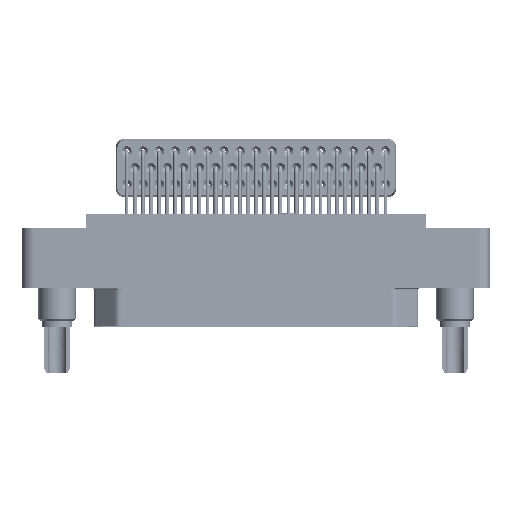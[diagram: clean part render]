
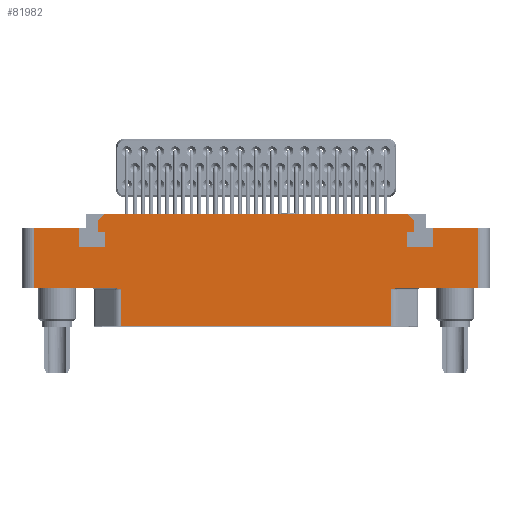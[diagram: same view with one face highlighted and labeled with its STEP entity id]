
A CAD part, top view. The second image highlights one B-rep face of the part: STEP entity #81982.
In plain terms, the highlighted planar face has unit normal (0, 0, 1).
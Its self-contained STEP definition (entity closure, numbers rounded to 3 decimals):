
#22122=DIRECTION('',(-1.,0.,0.));
#22123=VECTOR('',#22122,46.236);
#22124=CARTESIAN_POINT('',(23.118,-6.5,7.));
#22125=LINE('',#22124,#22123);
#22217=DIRECTION('',(1.,0.,0.));
#22218=VECTOR('',#22217,14.082);
#22219=CARTESIAN_POINT('',(-38.,0.,7.));
#22220=LINE('',#22219,#22218);
#22771=DIRECTION('',(0.,-1.,0.));
#22772=VECTOR('',#22771,10.25);
#22773=CARTESIAN_POINT('',(-38.,10.25,7.));
#22774=LINE('',#22773,#22772);
#22789=DIRECTION('',(1.,0.,0.));
#22790=VECTOR('',#22789,7.8);
#22791=CARTESIAN_POINT('',(-38.,10.25,7.));
#22792=LINE('',#22791,#22790);
#22793=DIRECTION('',(0.,-1.,0.));
#22794=VECTOR('',#22793,3.2);
#22795=CARTESIAN_POINT('',(-30.2,10.25,7.));
#22796=LINE('',#22795,#22794);
#22797=DIRECTION('',(1.,0.,0.));
#22798=VECTOR('',#22797,4.4);
#22799=CARTESIAN_POINT('',(-30.2,7.05,7.));
#22800=LINE('',#22799,#22798);
#22801=DIRECTION('',(0.,1.,0.));
#22802=VECTOR('',#22801,2.6);
#22803=CARTESIAN_POINT('',(-25.8,7.05,7.));
#22804=LINE('',#22803,#22802);
#22805=DIRECTION('',(-1.,0.,0.));
#22806=VECTOR('',#22805,1.2);
#22807=CARTESIAN_POINT('',(-25.8,9.65,7.));
#22808=LINE('',#22807,#22806);
#22809=DIRECTION('',(0.,-1.,0.));
#22810=VECTOR('',#22809,1.9);
#22811=CARTESIAN_POINT('',(-27.,11.55,7.));
#22812=LINE('',#22811,#22810);
#22813=DIRECTION('',(1.,0.,0.));
#22814=VECTOR('',#22813,51.6);
#22815=CARTESIAN_POINT('',(-25.8,12.75,7.));
#22816=LINE('',#22815,#22814);
#22817=DIRECTION('',(0.,-1.,0.));
#22818=VECTOR('',#22817,1.9);
#22819=CARTESIAN_POINT('',(27.,11.55,7.));
#22820=LINE('',#22819,#22818);
#22821=DIRECTION('',(-1.,0.,0.));
#22822=VECTOR('',#22821,1.2);
#22823=CARTESIAN_POINT('',(27.,9.65,7.));
#22824=LINE('',#22823,#22822);
#22825=DIRECTION('',(0.,-1.,0.));
#22826=VECTOR('',#22825,2.6);
#22827=CARTESIAN_POINT('',(25.8,9.65,7.));
#22828=LINE('',#22827,#22826);
#22829=DIRECTION('',(1.,0.,0.));
#22830=VECTOR('',#22829,4.4);
#22831=CARTESIAN_POINT('',(25.8,7.05,7.));
#22832=LINE('',#22831,#22830);
#22833=DIRECTION('',(0.,1.,0.));
#22834=VECTOR('',#22833,3.2);
#22835=CARTESIAN_POINT('',(30.2,7.05,7.));
#22836=LINE('',#22835,#22834);
#22837=DIRECTION('',(1.,0.,0.));
#22838=VECTOR('',#22837,7.8);
#22839=CARTESIAN_POINT('',(30.2,10.25,7.));
#22840=LINE('',#22839,#22838);
#22841=DIRECTION('',(1.,0.,0.));
#22842=VECTOR('',#22841,14.082);
#22843=CARTESIAN_POINT('',(23.918,0.,7.));
#22844=LINE('',#22843,#22842);
#22875=CARTESIAN_POINT('',(23.118,-0.2,7.));
#22876=CARTESIAN_POINT('',(23.14,-0.192,7.));
#22877=CARTESIAN_POINT('',(23.184,-0.176,7.));
#22878=CARTESIAN_POINT('',(23.251,-0.152,7.));
#22879=CARTESIAN_POINT('',(23.318,-0.128,7.));
#22880=CARTESIAN_POINT('',(23.385,-0.106,7.));
#22881=CARTESIAN_POINT('',(23.451,-0.085,7.));
#22882=CARTESIAN_POINT('',(23.515,-0.066,7.));
#22883=CARTESIAN_POINT('',(23.577,-0.049,7.));
#22884=CARTESIAN_POINT('',(23.636,-0.035,7.));
#22885=CARTESIAN_POINT('',(23.688,-0.024,7.));
#22886=CARTESIAN_POINT('',(23.734,-0.016,7.));
#22887=CARTESIAN_POINT('',(23.776,-0.01,7.));
#22888=CARTESIAN_POINT('',(23.814,-0.005,7.));
#22889=CARTESIAN_POINT('',(23.85,-0.002,7.));
#22890=CARTESIAN_POINT('',(23.884,0.,7.));
#22891=CARTESIAN_POINT('',(23.907,0.,7.));
#22892=CARTESIAN_POINT('',(23.918,0.,7.));
#22908=DIRECTION('',(0.,1.,0.));
#22909=VECTOR('',#22908,6.3);
#22910=CARTESIAN_POINT('',(23.118,-6.5,7.));
#22911=LINE('',#22910,#22909);
#22953=DIRECTION('',(0.,1.,0.));
#22954=VECTOR('',#22953,10.25);
#22955=CARTESIAN_POINT('',(38.,0.,7.));
#22956=LINE('',#22955,#22954);
#24420=DIRECTION('',(0.,1.,0.));
#24421=VECTOR('',#24420,6.3);
#24422=CARTESIAN_POINT('',(-23.118,-6.5,7.));
#24423=LINE('',#24422,#24421);
#24448=CARTESIAN_POINT('',(-23.918,0.,7.));
#24449=CARTESIAN_POINT('',(-23.907,0.,7.));
#24450=CARTESIAN_POINT('',(-23.884,0.,7.));
#24451=CARTESIAN_POINT('',(-23.85,-0.002,7.));
#24452=CARTESIAN_POINT('',(-23.814,-0.005,7.));
#24453=CARTESIAN_POINT('',(-23.776,-0.01,7.));
#24454=CARTESIAN_POINT('',(-23.734,-0.016,7.));
#24455=CARTESIAN_POINT('',(-23.688,-0.024,7.));
#24456=CARTESIAN_POINT('',(-23.636,-0.035,7.));
#24457=CARTESIAN_POINT('',(-23.577,-0.049,7.));
#24458=CARTESIAN_POINT('',(-23.515,-0.066,7.));
#24459=CARTESIAN_POINT('',(-23.451,-0.085,7.));
#24460=CARTESIAN_POINT('',(-23.385,-0.106,7.));
#24461=CARTESIAN_POINT('',(-23.318,-0.128,7.));
#24462=CARTESIAN_POINT('',(-23.251,-0.152,7.));
#24463=CARTESIAN_POINT('',(-23.184,-0.176,7.));
#24464=CARTESIAN_POINT('',(-23.14,-0.192,7.));
#24465=CARTESIAN_POINT('',(-23.118,-0.2,7.));
#24615=DIRECTION('',(-0.707,-0.707,0.));
#24616=VECTOR('',#24615,1.697);
#24617=CARTESIAN_POINT('',(-25.8,12.75,7.));
#24618=LINE('',#24617,#24616);
#24655=DIRECTION('',(0.707,-0.707,0.));
#24656=VECTOR('',#24655,1.697);
#24657=CARTESIAN_POINT('',(25.8,12.75,7.));
#24658=LINE('',#24657,#24656);
#60980=CARTESIAN_POINT('',(-30.2,10.25,7.));
#60981=CARTESIAN_POINT('',(-30.2,7.05,7.));
#60982=VERTEX_POINT('',#60980);
#60983=VERTEX_POINT('',#60981);
#60984=CARTESIAN_POINT('',(-25.8,7.05,7.));
#60985=VERTEX_POINT('',#60984);
#60986=CARTESIAN_POINT('',(-25.8,9.65,7.));
#60987=VERTEX_POINT('',#60986);
#60988=CARTESIAN_POINT('',(-27.,9.65,7.));
#60989=VERTEX_POINT('',#60988);
#60990=CARTESIAN_POINT('',(27.,9.65,7.));
#60991=CARTESIAN_POINT('',(25.8,9.65,7.));
#60992=VERTEX_POINT('',#60990);
#60993=VERTEX_POINT('',#60991);
#60994=CARTESIAN_POINT('',(25.8,7.05,7.));
#60995=VERTEX_POINT('',#60994);
#60996=CARTESIAN_POINT('',(30.2,7.05,7.));
#60997=VERTEX_POINT('',#60996);
#60998=CARTESIAN_POINT('',(30.2,10.25,7.));
#60999=VERTEX_POINT('',#60998);
#61004=CARTESIAN_POINT('',(-25.8,12.75,7.));
#61006=VERTEX_POINT('',#61004);
#61008=CARTESIAN_POINT('',(-27.,11.55,7.));
#61010=VERTEX_POINT('',#61008);
#61012=CARTESIAN_POINT('',(25.8,12.75,7.));
#61014=VERTEX_POINT('',#61012);
#61016=CARTESIAN_POINT('',(27.,11.55,7.));
#61018=VERTEX_POINT('',#61016);
#61108=CARTESIAN_POINT('',(38.,0.,7.));
#61109=CARTESIAN_POINT('',(38.,10.25,7.));
#61110=VERTEX_POINT('',#61108);
#61111=VERTEX_POINT('',#61109);
#61116=CARTESIAN_POINT('',(-38.,10.25,7.));
#61117=CARTESIAN_POINT('',(-38.,0.,7.));
#61118=VERTEX_POINT('',#61116);
#61119=VERTEX_POINT('',#61117);
#61325=CARTESIAN_POINT('',(23.118,-6.5,7.));
#61327=VERTEX_POINT('',#61325);
#61328=CARTESIAN_POINT('',(-23.118,-6.5,7.));
#61330=VERTEX_POINT('',#61328);
#61392=CARTESIAN_POINT('',(-23.118,-0.2,7.));
#61393=VERTEX_POINT('',#61392);
#61394=CARTESIAN_POINT('',(-23.918,0.,7.));
#61395=VERTEX_POINT('',#61394);
#61396=CARTESIAN_POINT('',(23.118,-0.2,7.));
#61398=VERTEX_POINT('',#61396);
#61400=CARTESIAN_POINT('',(23.918,0.,7.));
#61402=VERTEX_POINT('',#61400);
#81933=CARTESIAN_POINT('',(0.,0.,7.));
#81934=DIRECTION('',(0.,0.,-1.));
#81935=DIRECTION('',(-1.,0.,0.));
#81936=AXIS2_PLACEMENT_3D('',#81933,#81934,#81935);
#81937=PLANE('',#81936);
#81939=ORIENTED_EDGE('',*,*,#81938,.F.);
#81941=ORIENTED_EDGE('',*,*,#81940,.F.);
#81943=ORIENTED_EDGE('',*,*,#81942,.F.);
#81944=ORIENTED_EDGE('',*,*,#81499,.T.);
#81946=ORIENTED_EDGE('',*,*,#81945,.T.);
#81948=ORIENTED_EDGE('',*,*,#81947,.F.);
#81949=ORIENTED_EDGE('',*,*,#81586,.F.);
#81950=ORIENTED_EDGE('',*,*,#81924,.F.);
#81951=ORIENTED_EDGE('',*,*,#81634,.T.);
#81953=ORIENTED_EDGE('',*,*,#81952,.T.);
#81955=ORIENTED_EDGE('',*,*,#81954,.T.);
#81957=ORIENTED_EDGE('',*,*,#81956,.T.);
#81959=ORIENTED_EDGE('',*,*,#81958,.T.);
#81961=ORIENTED_EDGE('',*,*,#81960,.F.);
#81963=ORIENTED_EDGE('',*,*,#81962,.F.);
#81964=ORIENTED_EDGE('',*,*,#80736,.T.);
#81966=ORIENTED_EDGE('',*,*,#81965,.T.);
#81968=ORIENTED_EDGE('',*,*,#81967,.T.);
#81970=ORIENTED_EDGE('',*,*,#81969,.T.);
#81972=ORIENTED_EDGE('',*,*,#81971,.T.);
#81974=ORIENTED_EDGE('',*,*,#81973,.T.);
#81976=ORIENTED_EDGE('',*,*,#81975,.T.);
#81977=ORIENTED_EDGE('',*,*,#81092,.T.);
#81979=ORIENTED_EDGE('',*,*,#81978,.F.);
#81980=EDGE_LOOP('',(#81939,#81941,#81943,#81944,#81946,#81948,#81949,#81950,
#81951,#81953,#81955,#81957,#81959,#81961,#81963,#81964,#81966,#81968,#81970,
#81972,#81974,#81976,#81977,#81979));
#81981=FACE_OUTER_BOUND('',#81980,.F.);
#81982=ADVANCED_FACE('',(#81981),#81937,.F.);
#22893=B_SPLINE_CURVE_WITH_KNOTS('',3,(#22875,#22876,#22877,#22878,#22879,
#22880,#22881,#22882,#22883,#22884,#22885,#22886,#22887,#22888,#22889,#22890,
#22891,#22892),.UNSPECIFIED.,.F.,.F.,(4,1,1,1,1,1,1,1,1,1,1,1,1,1,1,4),(0.,
0.067,0.133,0.2,0.267,0.333,
0.4,0.467,0.533,0.6,0.667,
0.733,0.8,0.867,0.933,1.),
.UNSPECIFIED.);
#24466=B_SPLINE_CURVE_WITH_KNOTS('',3,(#24448,#24449,#24450,#24451,#24452,
#24453,#24454,#24455,#24456,#24457,#24458,#24459,#24460,#24461,#24462,#24463,
#24464,#24465),.UNSPECIFIED.,.F.,.F.,(4,1,1,1,1,1,1,1,1,1,1,1,1,1,1,4),(0.,
0.067,0.133,0.2,0.267,0.333,
0.4,0.467,0.533,0.6,0.667,
0.733,0.8,0.867,0.933,1.),
.UNSPECIFIED.);
#80736=EDGE_CURVE('',#61006,#61014,#22816,.T.);
#81092=EDGE_CURVE('',#60999,#61111,#22840,.T.);
#81499=EDGE_CURVE('',#61327,#61330,#22125,.T.);
#81586=EDGE_CURVE('',#61119,#61395,#22220,.T.);
#81634=EDGE_CURVE('',#61118,#60982,#22792,.T.);
#81924=EDGE_CURVE('',#61118,#61119,#22774,.T.);
#81938=EDGE_CURVE('',#61402,#61110,#22844,.T.);
#81940=EDGE_CURVE('',#61398,#61402,#22893,.T.);
#81942=EDGE_CURVE('',#61327,#61398,#22911,.T.);
#81945=EDGE_CURVE('',#61330,#61393,#24423,.T.);
#81947=EDGE_CURVE('',#61395,#61393,#24466,.T.);
#81952=EDGE_CURVE('',#60982,#60983,#22796,.T.);
#81954=EDGE_CURVE('',#60983,#60985,#22800,.T.);
#81956=EDGE_CURVE('',#60985,#60987,#22804,.T.);
#81958=EDGE_CURVE('',#60987,#60989,#22808,.T.);
#81960=EDGE_CURVE('',#61010,#60989,#22812,.T.);
#81962=EDGE_CURVE('',#61006,#61010,#24618,.T.);
#81965=EDGE_CURVE('',#61014,#61018,#24658,.T.);
#81967=EDGE_CURVE('',#61018,#60992,#22820,.T.);
#81969=EDGE_CURVE('',#60992,#60993,#22824,.T.);
#81971=EDGE_CURVE('',#60993,#60995,#22828,.T.);
#81973=EDGE_CURVE('',#60995,#60997,#22832,.T.);
#81975=EDGE_CURVE('',#60997,#60999,#22836,.T.);
#81978=EDGE_CURVE('',#61110,#61111,#22956,.T.);
